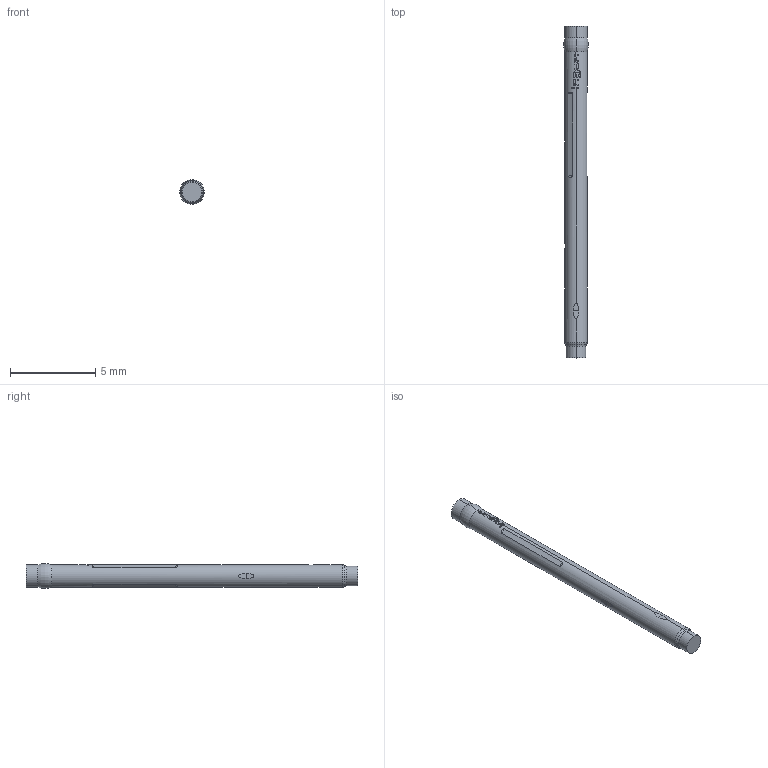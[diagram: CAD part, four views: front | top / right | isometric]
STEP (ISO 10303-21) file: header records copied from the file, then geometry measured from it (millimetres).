
FILE_DESCRIPTION (( 'STEP AP203' ), '1' );
FILE_NAME ('INGUN_KS-075_35_K.STEP', '2022-02-09T05:07:28', ( 'ochi' ), ( '' ), 'SwSTEP 2.0', 'SolidWorks 2018', '' );
FILE_SCHEMA (( 'CONFIG_CONTROL_DESIGN' ));
Length unit declared in the file: millimetre
Products named in the file (1): INGUN_KS-075_35_K
Bounding box: 1.44 x 19.5 x 1.45 mm (x, y, z)
Volume: 26.5 mm3; surface area: 83.3 mm2
Topology: 1 solids, 1 shells, 100 faces, 268 edges, 176 vertices
Faces by surface type: bspline 50, cylinder 37, plane 7, torus 6
Entity records: 4371 total; most frequent: CARTESIAN_POINT 2337, ORIENTED_EDGE 536, EDGE_CURVE 268, B_SPLINE_CURVE_WITH_KNOTS 208, DIRECTION 182, VERTEX_POINT 176, EDGE_LOOP 106, ADVANCED_FACE 100
